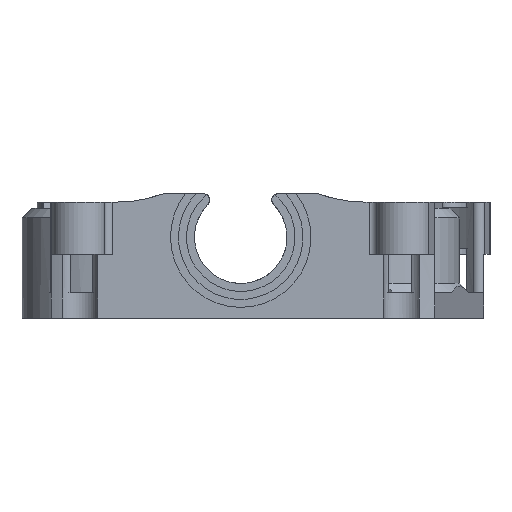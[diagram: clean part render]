
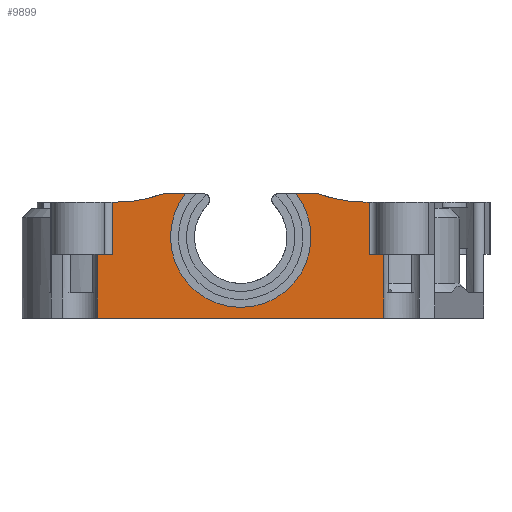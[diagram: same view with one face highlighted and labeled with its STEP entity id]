
A CAD part, front view. The second image highlights one B-rep face of the part: STEP entity #9899.
In plain terms, the highlighted planar face has unit normal (0, -1, 0).
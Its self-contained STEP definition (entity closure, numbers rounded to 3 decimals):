
#1606=LINE('',#19119,#2268);
#1685=LINE('',#20510,#2347);
#1710=LINE('',#20735,#2372);
#1714=LINE('',#20755,#2376);
#1715=LINE('',#20757,#2377);
#1716=LINE('',#20759,#2378);
#1717=LINE('',#20760,#2379);
#1718=LINE('',#20762,#2380);
#1719=LINE('',#20764,#2381);
#1720=LINE('',#20765,#2382);
#1721=LINE('',#20768,#2383);
#2268=VECTOR('',#11051,10.);
#2347=VECTOR('',#11416,10.);
#2372=VECTOR('',#11487,10.);
#2376=VECTOR('',#11511,10.);
#2377=VECTOR('',#11512,10.);
#2378=VECTOR('',#11513,10.);
#2379=VECTOR('',#11514,10.);
#2380=VECTOR('',#11515,10.);
#2381=VECTOR('',#11516,10.);
#2382=VECTOR('',#11517,10.);
#2383=VECTOR('',#11520,10.);
#2539=PLANE('',#10247);
#3025=FACE_OUTER_BOUND('',#3580,.T.);
#3580=EDGE_LOOP('',(#9011,#9012,#9013,#9014,#9015,#9016,#9017,#9018,#9019,
#9020,#9021,#9022,#9023,#9024));
#3784=CIRCLE('',#10244,11.);
#3786=CIRCLE('',#10248,20.);
#3787=CIRCLE('',#10249,20.);
#4591=VERTEX_POINT('',#19116);
#4592=VERTEX_POINT('',#19118);
#4771=VERTEX_POINT('',#20507);
#4772=VERTEX_POINT('',#20509);
#4798=VERTEX_POINT('',#20732);
#4799=VERTEX_POINT('',#20734);
#4802=VERTEX_POINT('',#20744);
#4804=VERTEX_POINT('',#20752);
#4805=VERTEX_POINT('',#20754);
#4806=VERTEX_POINT('',#20756);
#4807=VERTEX_POINT('',#20758);
#4808=VERTEX_POINT('',#20761);
#4809=VERTEX_POINT('',#20763);
#4810=VERTEX_POINT('',#20766);
#5959=EDGE_CURVE('',#4592,#4591,#1606,.T.);
#6202=EDGE_CURVE('',#4771,#4772,#1685,.T.);
#6245=EDGE_CURVE('',#4798,#4799,#1710,.T.);
#6250=EDGE_CURVE('',#4772,#4802,#3784,.T.);
#6254=EDGE_CURVE('',#4804,#4771,#3786,.T.);
#6255=EDGE_CURVE('',#4805,#4804,#1714,.T.);
#6256=EDGE_CURVE('',#4805,#4806,#1715,.T.);
#6257=EDGE_CURVE('',#4807,#4806,#1716,.T.);
#6258=EDGE_CURVE('',#4592,#4807,#1717,.T.);
#6259=EDGE_CURVE('',#4591,#4808,#1718,.T.);
#6260=EDGE_CURVE('',#4809,#4808,#1719,.T.);
#6261=EDGE_CURVE('',#4799,#4809,#1720,.T.);
#6262=EDGE_CURVE('',#4810,#4798,#3787,.T.);
#6263=EDGE_CURVE('',#4802,#4810,#1721,.T.);
#9011=ORIENTED_EDGE('',*,*,#6250,.F.);
#9012=ORIENTED_EDGE('',*,*,#6202,.F.);
#9013=ORIENTED_EDGE('',*,*,#6254,.F.);
#9014=ORIENTED_EDGE('',*,*,#6255,.F.);
#9015=ORIENTED_EDGE('',*,*,#6256,.T.);
#9016=ORIENTED_EDGE('',*,*,#6257,.F.);
#9017=ORIENTED_EDGE('',*,*,#6258,.F.);
#9018=ORIENTED_EDGE('',*,*,#5959,.T.);
#9019=ORIENTED_EDGE('',*,*,#6259,.T.);
#9020=ORIENTED_EDGE('',*,*,#6260,.F.);
#9021=ORIENTED_EDGE('',*,*,#6261,.F.);
#9022=ORIENTED_EDGE('',*,*,#6245,.F.);
#9023=ORIENTED_EDGE('',*,*,#6262,.F.);
#9024=ORIENTED_EDGE('',*,*,#6263,.F.);
#9899=ADVANCED_FACE('',(#3025),#2539,.F.);
#10244=AXIS2_PLACEMENT_3D('',#20745,#11499,#11500);
#10247=AXIS2_PLACEMENT_3D('',#20751,#11507,#11508);
#10248=AXIS2_PLACEMENT_3D('',#20753,#11509,#11510);
#10249=AXIS2_PLACEMENT_3D('',#20767,#11518,#11519);
#11051=DIRECTION('',(1.,0.,0.));
#11416=DIRECTION('',(1.,0.,0.));
#11487=DIRECTION('',(1.,0.,0.));
#11499=DIRECTION('center_axis',(0.,-1.,0.));
#11500=DIRECTION('ref_axis',(1.,0.,0.));
#11507=DIRECTION('center_axis',(0.,1.,0.));
#11508=DIRECTION('ref_axis',(-1.,0.,0.));
#11509=DIRECTION('center_axis',(0.,-1.,0.));
#11510=DIRECTION('ref_axis',(0.475,0.,-0.88));
#11511=DIRECTION('',(1.,0.,0.));
#11512=DIRECTION('',(0.,0.,-1.));
#11513=DIRECTION('',(1.,0.,0.));
#11514=DIRECTION('',(0.,0.,1.));
#11515=DIRECTION('',(0.,0.,1.));
#11516=DIRECTION('',(1.,0.,0.));
#11517=DIRECTION('',(0.,0.,-1.));
#11518=DIRECTION('center_axis',(0.,-1.,0.));
#11519=DIRECTION('ref_axis',(0.,0.,
-1.));
#11520=DIRECTION('',(1.,0.,0.));
#19116=CARTESIAN_POINT('',(22.4,-21.4,0.));
#19118=CARTESIAN_POINT('',(-22.4,-21.4,0.));
#19119=CARTESIAN_POINT('',(20.693,-21.4,0.));
#20507=CARTESIAN_POINT('',(-12.156,-21.4,19.5));
#20509=CARTESIAN_POINT('',(-8.646,-21.4,19.5));
#20510=CARTESIAN_POINT('',(17.278,-21.4,19.5));
#20732=CARTESIAN_POINT('',(19.249,-21.4,18.2));
#20734=CARTESIAN_POINT('',(20.135,-21.4,18.2));
#20735=CARTESIAN_POINT('',(32.218,-21.4,18.2));
#20744=CARTESIAN_POINT('',(8.646,-21.4,19.5));
#20745=CARTESIAN_POINT('Origin',(0.,-21.4,
12.7));
#20751=CARTESIAN_POINT('Origin',(22.4,-21.4,0.));
#20752=CARTESIAN_POINT('',(-19.249,-21.4,18.2));
#20753=CARTESIAN_POINT('Origin',(-19.249,-21.4,38.2));
#20754=CARTESIAN_POINT('',(-20.135,-21.4,18.2));
#20755=CARTESIAN_POINT('',(1.576,-21.4,18.2));
#20756=CARTESIAN_POINT('',(-20.135,-21.4,10.));
#20757=CARTESIAN_POINT('',(-20.135,-21.4,0.));
#20758=CARTESIAN_POINT('',(-22.4,-21.4,10.));
#20759=CARTESIAN_POINT('',(-20.135,-21.4,10.));
#20760=CARTESIAN_POINT('',(-22.4,-21.4,0.));
#20761=CARTESIAN_POINT('',(22.4,-21.4,10.));
#20762=CARTESIAN_POINT('',(22.4,-21.4,0.));
#20763=CARTESIAN_POINT('',(20.135,-21.4,10.));
#20764=CARTESIAN_POINT('',(20.135,-21.4,10.));
#20765=CARTESIAN_POINT('',(20.135,-21.4,0.));
#20766=CARTESIAN_POINT('',(12.156,-21.4,19.5));
#20767=CARTESIAN_POINT('Origin',(19.249,-21.4,38.2));
#20768=CARTESIAN_POINT('',(17.278,-21.4,19.5));
